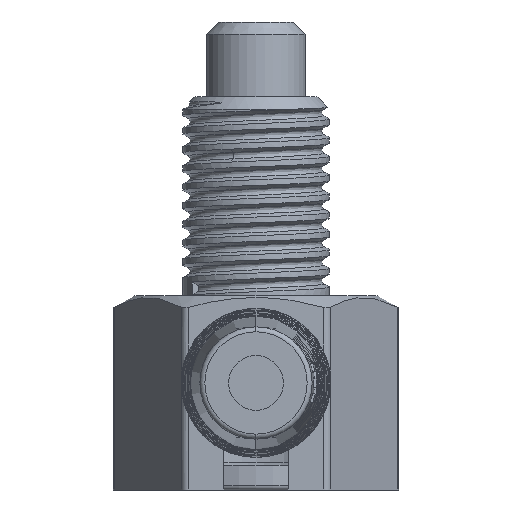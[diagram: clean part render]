
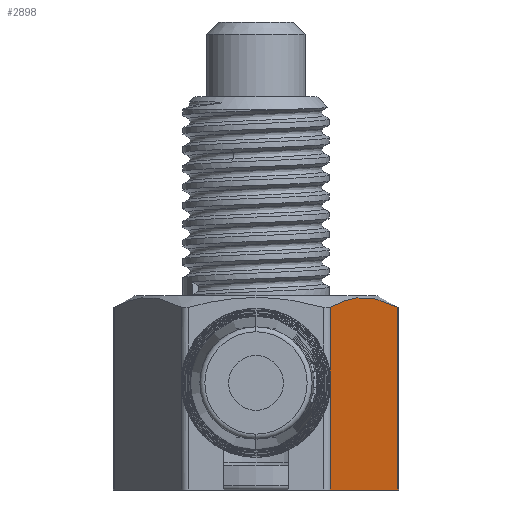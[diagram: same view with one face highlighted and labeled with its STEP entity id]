
A CAD part, front view. The second image highlights one B-rep face of the part: STEP entity #2898.
In plain terms, the highlighted planar face has unit normal (0.866, -0.5, 0).
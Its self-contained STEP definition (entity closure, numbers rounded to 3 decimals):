
#91=DIRECTION('',(0.5,0.866,0.));
#92=VECTOR('',#91,5.427);
#93=CARTESIAN_POINT('',(2.973,-4.85,0.));
#94=LINE('',#93,#92);
#264=DIRECTION('',(0.,0.,-1.));
#265=VECTOR('',#264,7.335);
#266=CARTESIAN_POINT('',(5.687,-0.15,7.335));
#267=LINE('',#266,#265);
#268=DIRECTION('',(0.,0.,-1.));
#269=VECTOR('',#268,3.901);
#270=CARTESIAN_POINT('',(2.973,-4.85,3.901));
#271=LINE('',#270,#269);
#272=CARTESIAN_POINT('',(2.973,-4.85,3.901));
#273=CARTESIAN_POINT('',(3.009,-4.788,4.167));
#274=CARTESIAN_POINT('',(3.009,-4.788,4.433));
#275=CARTESIAN_POINT('',(2.973,-4.85,4.699));
#277=DIRECTION('',(0.,0.,-1.));
#278=VECTOR('',#277,2.636);
#279=CARTESIAN_POINT('',(2.973,-4.85,7.335));
#280=LINE('',#279,#278);
#281=CARTESIAN_POINT('',(5.687,-0.15,7.335));
#282=CARTESIAN_POINT('',(5.568,-0.356,7.401));
#283=CARTESIAN_POINT('',(5.334,-0.761,7.516));
#284=CARTESIAN_POINT('',(4.998,-1.344,7.64));
#285=CARTESIAN_POINT('',(4.664,-1.922,7.716));
#286=CARTESIAN_POINT('',(4.33,-2.5,7.742));
#287=CARTESIAN_POINT('',(3.996,-3.078,7.716));
#288=CARTESIAN_POINT('',(3.662,-3.657,7.639));
#289=CARTESIAN_POINT('',(3.326,-4.239,7.516));
#290=CARTESIAN_POINT('',(3.092,-4.644,7.401));
#291=CARTESIAN_POINT('',(2.973,-4.85,7.335));
#327=CARTESIAN_POINT('',(2.973,-4.85,4.699));
#2561=CARTESIAN_POINT('',(5.687,-0.15,0.));
#2563=VERTEX_POINT('',#2561);
#2564=CARTESIAN_POINT('',(5.687,-0.15,7.335));
#2565=VERTEX_POINT('',#2564);
#2599=VERTEX_POINT('',#327);
#2600=CARTESIAN_POINT('',(2.973,-4.85,7.335));
#2601=VERTEX_POINT('',#2600);
#2602=CARTESIAN_POINT('',(2.973,-4.85,3.901));
#2603=CARTESIAN_POINT('',(2.973,-4.85,0.));
#2604=VERTEX_POINT('',#2602);
#2605=VERTEX_POINT('',#2603);
#2882=CARTESIAN_POINT('',(2.887,-5.,0.));
#2883=DIRECTION('',(0.866,-0.5,0.));
#2884=DIRECTION('',(0.5,0.866,0.));
#2885=AXIS2_PLACEMENT_3D('',#2882,#2883,#2884);
#2886=PLANE('',#2885);
#2888=ORIENTED_EDGE('',*,*,#2887,.T.);
#2889=ORIENTED_EDGE('',*,*,#2704,.F.);
#2891=ORIENTED_EDGE('',*,*,#2890,.F.);
#2893=ORIENTED_EDGE('',*,*,#2892,.T.);
#2894=ORIENTED_EDGE('',*,*,#2875,.F.);
#2895=ORIENTED_EDGE('',*,*,#2642,.F.);
#2896=EDGE_LOOP('',(#2888,#2889,#2891,#2893,#2894,#2895));
#2897=FACE_OUTER_BOUND('',#2896,.F.);
#276=B_SPLINE_CURVE_WITH_KNOTS('',3,(#272,#273,#274,#275),.UNSPECIFIED.,.F.,.F.,
(4,4),(0.,1.),.UNSPECIFIED.);
#292=B_SPLINE_CURVE_WITH_KNOTS('',3,(#281,#282,#283,#284,#285,#286,#287,#288,
#289,#290,#291),.UNSPECIFIED.,.F.,.F.,(4,1,1,1,1,1,1,1,4),(0.,0.125,0.25,
0.375,0.5,0.625,0.75,0.875,1.),.UNSPECIFIED.);
#2642=EDGE_CURVE('',#2565,#2601,#292,.T.);
#2704=EDGE_CURVE('',#2605,#2563,#94,.T.);
#2875=EDGE_CURVE('',#2601,#2599,#280,.T.);
#2887=EDGE_CURVE('',#2565,#2563,#267,.T.);
#2890=EDGE_CURVE('',#2604,#2605,#271,.T.);
#2892=EDGE_CURVE('',#2604,#2599,#276,.T.);
#2898=ADVANCED_FACE('',(#2897),#2886,.T.);
